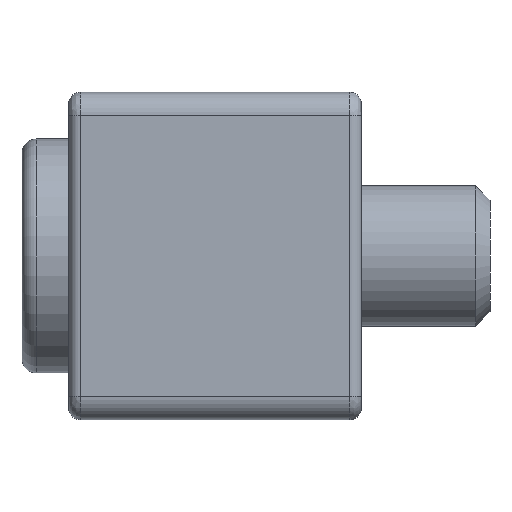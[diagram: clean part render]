
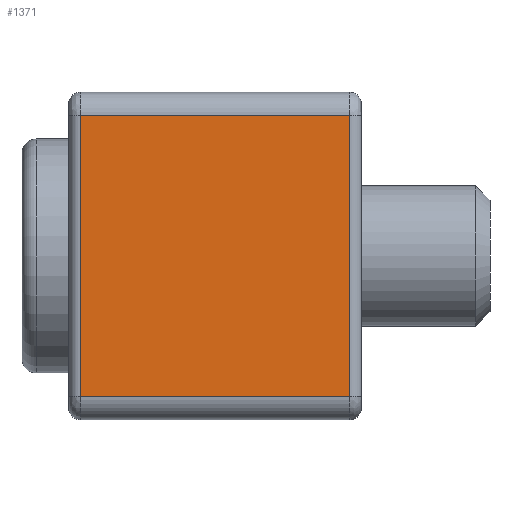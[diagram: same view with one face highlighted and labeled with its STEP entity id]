
A CAD part, left-side view. The second image highlights one B-rep face of the part: STEP entity #1371.
In plain terms, the highlighted planar face has unit normal (-1, 0, 0).
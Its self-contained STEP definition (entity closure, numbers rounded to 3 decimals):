
#96=PLANE('',#1560);
#153=FACE_OUTER_BOUND('',#239,.T.);
#239=EDGE_LOOP('',(#1054,#1055,#1056,#1057));
#321=LINE('',#2519,#406);
#330=LINE('',#2566,#415);
#331=LINE('',#2570,#416);
#332=LINE('',#2571,#417);
#406=VECTOR('',#1819,10.);
#415=VECTOR('',#1864,10.);
#416=VECTOR('',#1869,10.);
#417=VECTOR('',#1870,10.);
#602=VERTEX_POINT('',#2507);
#605=VERTEX_POINT('',#2515);
#617=VERTEX_POINT('',#2565);
#618=VERTEX_POINT('',#2569);
#763=EDGE_CURVE('',#602,#605,#321,.T.);
#783=EDGE_CURVE('',#605,#617,#330,.T.);
#785=EDGE_CURVE('',#618,#602,#331,.T.);
#786=EDGE_CURVE('',#617,#618,#332,.T.);
#1054=ORIENTED_EDGE('',*,*,#763,.F.);
#1055=ORIENTED_EDGE('',*,*,#785,.F.);
#1056=ORIENTED_EDGE('',*,*,#786,.F.);
#1057=ORIENTED_EDGE('',*,*,#783,.F.);
#1371=ADVANCED_FACE('',(#153),#96,.T.);
#1560=AXIS2_PLACEMENT_3D('',#2568,#1867,#1868);
#1819=DIRECTION('',(0.,0.,1.));
#1864=DIRECTION('',(0.,-1.,0.));
#1867=DIRECTION('center_axis',(-1.,0.,0.));
#1868=DIRECTION('ref_axis',(0.,0.,1.));
#1869=DIRECTION('',(0.,1.,0.));
#1870=DIRECTION('',(0.,0.,-1.));
#2507=CARTESIAN_POINT('',(0.,12.,-6.));
#2515=CARTESIAN_POINT('',(0.,12.,6.));
#2519=CARTESIAN_POINT('',(0.,12.,0.));
#2565=CARTESIAN_POINT('',(0.,0.5,6.));
#2566=CARTESIAN_POINT('',(0.,3.616,6.));
#2568=CARTESIAN_POINT('Origin',(0.,0.,0.));
#2569=CARTESIAN_POINT('',(0.,0.5,-6.));
#2570=CARTESIAN_POINT('',(0.,3.616,-6.));
#2571=CARTESIAN_POINT('',(0.,0.5,0.));
